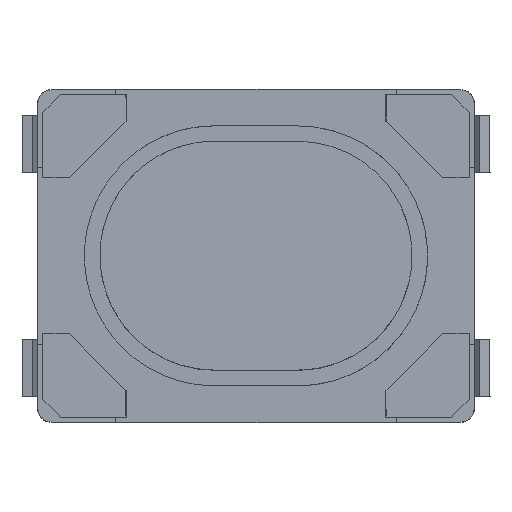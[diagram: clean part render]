
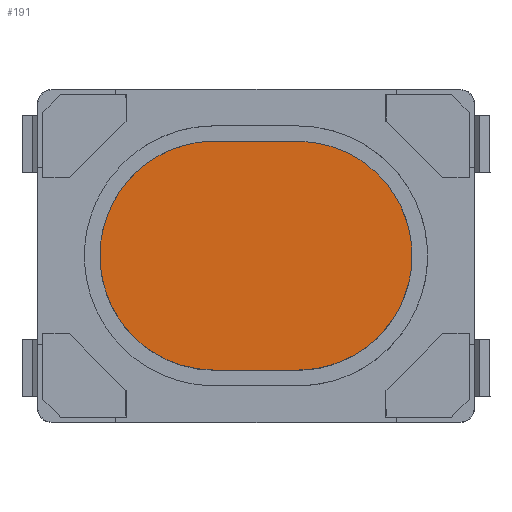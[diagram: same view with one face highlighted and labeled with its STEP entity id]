
A CAD part, top view. The second image highlights one B-rep face of the part: STEP entity #191.
In plain terms, the highlighted planar face has unit normal (0, 0, 1).
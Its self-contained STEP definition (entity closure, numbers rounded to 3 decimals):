
#191 = ADVANCED_FACE( '', ( #468 ), #469, .T. );
#468 = FACE_OUTER_BOUND( '', #973, .T. );
#469 = PLANE( '', #974 );
#973 = EDGE_LOOP( '', ( #1721, #1722, #1723, #1724 ) );
#974 = AXIS2_PLACEMENT_3D( '', #1725, #1726, #1727 );
#1721 = ORIENTED_EDGE( '', *, *, #3575, .F. );
#1722 = ORIENTED_EDGE( '', *, *, #3583, .F. );
#1723 = ORIENTED_EDGE( '', *, *, #3579, .F. );
#1724 = ORIENTED_EDGE( '', *, *, #3584, .T. );
#1725 = CARTESIAN_POINT( '', ( 0., 0., 2.5 ) );
#1726 = DIRECTION( '', ( 0., 0., 1. ) );
#1727 = DIRECTION( '', ( 1., 0., 0. ) );
#3575 = EDGE_CURVE( '', #4847, #4848, #4849, .T. );
#3579 = EDGE_CURVE( '', #4855, #4856, #4857, .T. );
#3583 = EDGE_CURVE( '', #4856, #4847, #4863, .T. );
#3584 = EDGE_CURVE( '', #4855, #4848, #4864, .T. );
#4847 = VERTEX_POINT( '', #7282 );
#4848 = VERTEX_POINT( '', #7283 );
#4849 = B_SPLINE_CURVE_WITH_KNOTS( '', 3, ( #7284, #7285, #7286, #7287, #7288, #7289, #7290, #7291, #7292, #7293, #7294, #7295, #7296, #7297, #7298, #7299, #7300, #7301 ), .UNSPECIFIED., .F., .F., ( 4, 2, 2, 2, 2, 2, 2, 2, 4 ), ( 0., 0.125, 0.25, 0.375, 0.5, 0.625, 0.75, 0.875, 1. ), .UNSPECIFIED. );
#4855 = VERTEX_POINT( '', #7329 );
#4856 = VERTEX_POINT( '', #7330 );
#4857 = B_SPLINE_CURVE_WITH_KNOTS( '', 3, ( #7331, #7332, #7333, #7334, #7335, #7336, #7337, #7338, #7339, #7340, #7341, #7342, #7343, #7344, #7345, #7346, #7347, #7348 ), .UNSPECIFIED., .F., .F., ( 4, 2, 2, 2, 2, 2, 2, 2, 4 ), ( 0., 0.125, 0.25, 0.375, 0.5, 0.625, 0.75, 0.875, 1. ), .UNSPECIFIED. );
#4863 = B_SPLINE_CURVE_WITH_KNOTS( '', 1, ( #7374, #7375 ), .UNSPECIFIED., .F., .F., ( 2, 2 ), ( 0., 1. ), .UNSPECIFIED. );
#4864 = B_SPLINE_CURVE_WITH_KNOTS( '', 1, ( #7376, #7377 ), .UNSPECIFIED., .F., .F., ( 2, 2 ), ( 0., 1. ), .UNSPECIFIED. );
#7282 = CARTESIAN_POINT( '', ( 0.4, 1.1, 2.5 ) );
#7283 = CARTESIAN_POINT( '', ( 0.4, -1.1, 2.5 ) );
#7284 = CARTESIAN_POINT( '', ( 0.4, 1.1, 2.5 ) );
#7285 = CARTESIAN_POINT( '', ( 0.544, 1.1, 2.5 ) );
#7286 = CARTESIAN_POINT( '', ( 0.688, 1.071, 2.5 ) );
#7287 = CARTESIAN_POINT( '', ( 0.954, 0.961, 2.5 ) );
#7288 = CARTESIAN_POINT( '', ( 1.076, 0.88, 2.5 ) );
#7289 = CARTESIAN_POINT( '', ( 1.28, 0.676, 2.5 ) );
#7290 = CARTESIAN_POINT( '', ( 1.361, 0.554, 2.5 ) );
#7291 = CARTESIAN_POINT( '', ( 1.471, 0.288, 2.5 ) );
#7292 = CARTESIAN_POINT( '', ( 1.5, 0.144, 2.5 ) );
#7293 = CARTESIAN_POINT( '', ( 1.5, -0.144, 2.5 ) );
#7294 = CARTESIAN_POINT( '', ( 1.471, -0.288, 2.5 ) );
#7295 = CARTESIAN_POINT( '', ( 1.361, -0.554, 2.5 ) );
#7296 = CARTESIAN_POINT( '', ( 1.28, -0.676, 2.5 ) );
#7297 = CARTESIAN_POINT( '', ( 1.076, -0.88, 2.5 ) );
#7298 = CARTESIAN_POINT( '', ( 0.954, -0.961, 2.5 ) );
#7299 = CARTESIAN_POINT( '', ( 0.688, -1.071, 2.5 ) );
#7300 = CARTESIAN_POINT( '', ( 0.544, -1.1, 2.5 ) );
#7301 = CARTESIAN_POINT( '', ( 0.4, -1.1, 2.5 ) );
#7329 = CARTESIAN_POINT( '', ( -0.4, -1.1, 2.5 ) );
#7330 = CARTESIAN_POINT( '', ( -0.4, 1.1, 2.5 ) );
#7331 = CARTESIAN_POINT( '', ( -0.4, -1.1, 2.5 ) );
#7332 = CARTESIAN_POINT( '', ( -0.544, -1.1, 2.5 ) );
#7333 = CARTESIAN_POINT( '', ( -0.688, -1.071, 2.5 ) );
#7334 = CARTESIAN_POINT( '', ( -0.954, -0.961, 2.5 ) );
#7335 = CARTESIAN_POINT( '', ( -1.076, -0.88, 2.5 ) );
#7336 = CARTESIAN_POINT( '', ( -1.28, -0.676, 2.5 ) );
#7337 = CARTESIAN_POINT( '', ( -1.361, -0.554, 2.5 ) );
#7338 = CARTESIAN_POINT( '', ( -1.471, -0.288, 2.5 ) );
#7339 = CARTESIAN_POINT( '', ( -1.5, -0.144, 2.5 ) );
#7340 = CARTESIAN_POINT( '', ( -1.5, 0.144, 2.5 ) );
#7341 = CARTESIAN_POINT( '', ( -1.471, 0.288, 2.5 ) );
#7342 = CARTESIAN_POINT( '', ( -1.361, 0.554, 2.5 ) );
#7343 = CARTESIAN_POINT( '', ( -1.28, 0.676, 2.5 ) );
#7344 = CARTESIAN_POINT( '', ( -1.076, 0.88, 2.5 ) );
#7345 = CARTESIAN_POINT( '', ( -0.954, 0.961, 2.5 ) );
#7346 = CARTESIAN_POINT( '', ( -0.688, 1.071, 2.5 ) );
#7347 = CARTESIAN_POINT( '', ( -0.544, 1.1, 2.5 ) );
#7348 = CARTESIAN_POINT( '', ( -0.4, 1.1, 2.5 ) );
#7374 = CARTESIAN_POINT( '', ( -0.4, 1.1, 2.5 ) );
#7375 = CARTESIAN_POINT( '', ( 0.4, 1.1, 2.5 ) );
#7376 = CARTESIAN_POINT( '', ( -0.4, -1.1, 2.5 ) );
#7377 = CARTESIAN_POINT( '', ( 0.4, -1.1, 2.5 ) );
